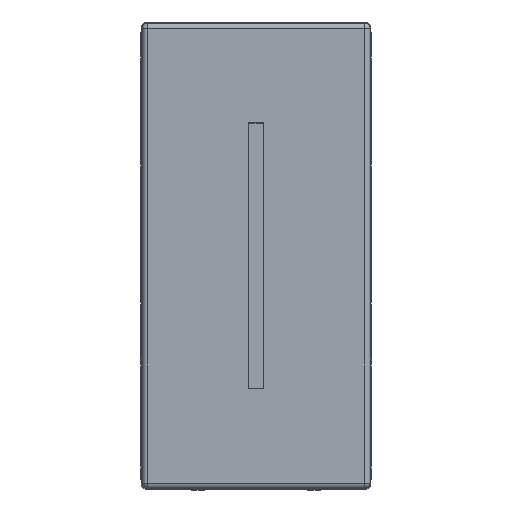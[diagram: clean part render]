
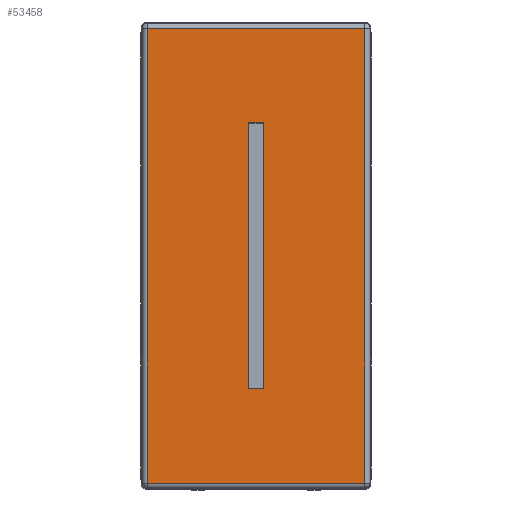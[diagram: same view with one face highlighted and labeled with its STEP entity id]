
A CAD part, top view. The second image highlights one B-rep face of the part: STEP entity #53458.
In plain terms, the highlighted face is planar.
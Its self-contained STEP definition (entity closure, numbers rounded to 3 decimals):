
#293 = CARTESIAN_POINT ( 'NONE',  ( 21.967, 11., 11.2 ) ) ;
#2333 = CARTESIAN_POINT ( 'NONE',  ( -22.65, 11., -0.75 ) ) ;
#3058 = CARTESIAN_POINT ( 'NONE',  ( -22.65, 11., 11.2 ) ) ;
#3275 = VECTOR ( 'NONE', #63291, 1000. ) ;
#8366 = EDGE_LOOP ( 'NONE', ( #20890, #13564, #20665, #9470 ) ) ;
#8634 = DIRECTION ( 'NONE',  ( 0., -1., 0. ) ) ;
#9341 = ORIENTED_EDGE ( 'NONE', *, *, #17462, .T. ) ;
#9470 = ORIENTED_EDGE ( 'NONE', *, *, #33707, .T. ) ;
#12999 = DIRECTION ( 'NONE',  ( 0., 0., -1. ) ) ;
#13564 = ORIENTED_EDGE ( 'NONE', *, *, #15474, .T. ) ;
#13890 = EDGE_CURVE ( 'NONE', #52700, #34029, #26427, .T. ) ;
#14238 = VECTOR ( 'NONE', #60024, 1000. ) ;
#15474 = EDGE_CURVE ( 'NONE', #38799, #50858, #36506, .T. ) ;
#17462 = EDGE_CURVE ( 'NONE', #63191, #52700, #59474, .T. ) ;
#20144 = VERTEX_POINT ( 'NONE', #35544 ) ;
#20170 = CARTESIAN_POINT ( 'NONE',  ( -12.85, 11., -0.75 ) ) ;
#20665 = ORIENTED_EDGE ( 'NONE', *, *, #55004, .T. ) ;
#20890 = ORIENTED_EDGE ( 'NONE', *, *, #53255, .T. ) ;
#22166 = CARTESIAN_POINT ( 'NONE',  ( -21.967, 11., -10.517 ) ) ;
#23210 = VERTEX_POINT ( 'NONE', #22166 ) ;
#23476 = VECTOR ( 'NONE', #56476, 1000. ) ;
#24934 = DIRECTION ( 'NONE',  ( 1., 0., 0. ) ) ;
#26389 = DIRECTION ( 'NONE',  ( 0., 0., -1. ) ) ;
#26427 = LINE ( 'NONE', #2333, #43854 ) ;
#27478 = LINE ( 'NONE', #56877, #55208 ) ;
#27795 = ORIENTED_EDGE ( 'NONE', *, *, #33440, .T. ) ;
#33440 = EDGE_CURVE ( 'NONE', #34029, #20144, #49049, .T. ) ;
#33446 = CARTESIAN_POINT ( 'NONE',  ( -12.85, 11., 11.2 ) ) ;
#33707 = EDGE_CURVE ( 'NONE', #65527, #23210, #63319, .T. ) ;
#33820 = LINE ( 'NONE', #57354, #23476 ) ;
#34029 = VERTEX_POINT ( 'NONE', #58842 ) ;
#34486 = DIRECTION ( 'NONE',  ( 0., 0., 1. ) ) ;
#35147 = VECTOR ( 'NONE', #26389, 1000. ) ;
#35544 = CARTESIAN_POINT ( 'NONE',  ( 12.85, 11., 0.75 ) ) ;
#36140 = FACE_BOUND ( 'NONE', #39390, .T. ) ;
#36506 = LINE ( 'NONE', #55505, #41987 ) ;
#38799 = VERTEX_POINT ( 'NONE', #44091 ) ;
#39390 = EDGE_LOOP ( 'NONE', ( #49372, #27795, #61437, #9341 ) ) ;
#41291 = CARTESIAN_POINT ( 'NONE',  ( 21.967, 11., -10.517 ) ) ;
#41987 = VECTOR ( 'NONE', #24934, 1000. ) ;
#43361 = PLANE ( 'NONE',  #62389 ) ;
#43528 = VECTOR ( 'NONE', #34486, 1000. ) ;
#43854 = VECTOR ( 'NONE', #47271, 1000. ) ;
#44091 = CARTESIAN_POINT ( 'NONE',  ( -21.967, 11., 10.517 ) ) ;
#46251 = DIRECTION ( 'NONE',  ( 0., 0., 1. ) ) ;
#46992 = CARTESIAN_POINT ( 'NONE',  ( -12.85, 11., 0.75 ) ) ;
#47271 = DIRECTION ( 'NONE',  ( 1., 0., 0. ) ) ;
#48578 = LINE ( 'NONE', #293, #35147 ) ;
#49049 = LINE ( 'NONE', #64294, #43528 ) ;
#49075 = EDGE_CURVE ( 'NONE', #20144, #63191, #33820, .T. ) ;
#49372 = ORIENTED_EDGE ( 'NONE', *, *, #13890, .T. ) ;
#50858 = VERTEX_POINT ( 'NONE', #61971 ) ;
#52700 = VERTEX_POINT ( 'NONE', #20170 ) ;
#53255 = EDGE_CURVE ( 'NONE', #23210, #38799, #27478, .T. ) ;
#53458 = ADVANCED_FACE ( 'NONE', ( #58290, #36140 ), #43361, .F. ) ;
#55004 = EDGE_CURVE ( 'NONE', #50858, #65527, #48578, .T. ) ;
#55208 = VECTOR ( 'NONE', #46251, 1000. ) ;
#55505 = CARTESIAN_POINT ( 'NONE',  ( 21.958, 11., 10.517 ) ) ;
#56476 = DIRECTION ( 'NONE',  ( -1., 0., 0. ) ) ;
#56877 = CARTESIAN_POINT ( 'NONE',  ( -21.967, 11., 11.2 ) ) ;
#57354 = CARTESIAN_POINT ( 'NONE',  ( -22.65, 11., 0.75 ) ) ;
#58290 = FACE_OUTER_BOUND ( 'NONE', #8366, .T. ) ;
#58842 = CARTESIAN_POINT ( 'NONE',  ( 12.85, 11., -0.75 ) ) ;
#59474 = LINE ( 'NONE', #33446, #3275 ) ;
#60024 = DIRECTION ( 'NONE',  ( -1., 0., 0. ) ) ;
#61437 = ORIENTED_EDGE ( 'NONE', *, *, #49075, .T. ) ;
#61971 = CARTESIAN_POINT ( 'NONE',  ( 21.967, 11., 10.517 ) ) ;
#62389 = AXIS2_PLACEMENT_3D ( 'NONE', #3058, #8634, #12999 ) ;
#63191 = VERTEX_POINT ( 'NONE', #46992 ) ;
#63291 = DIRECTION ( 'NONE',  ( 0., 0., -1. ) ) ;
#63319 = LINE ( 'NONE', #65505, #14238 ) ;
#64294 = CARTESIAN_POINT ( 'NONE',  ( 12.85, 11., 11.2 ) ) ;
#65505 = CARTESIAN_POINT ( 'NONE',  ( -22.65, 11., -10.517 ) ) ;
#65527 = VERTEX_POINT ( 'NONE', #41291 ) ;
